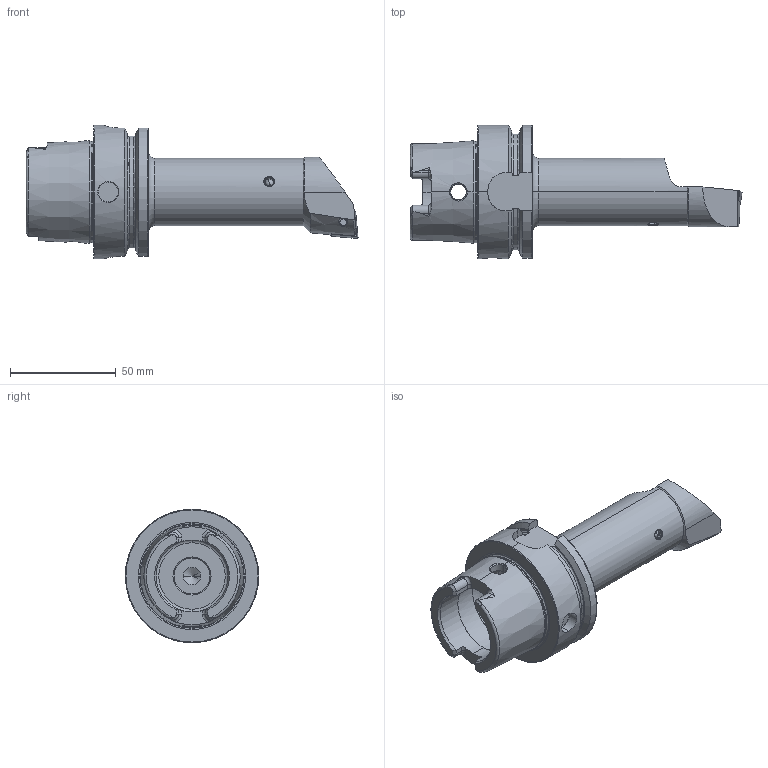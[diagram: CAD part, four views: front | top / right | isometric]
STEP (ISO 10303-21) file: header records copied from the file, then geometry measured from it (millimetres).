
FILE_DESCRIPTION (( 'STEP AP203' ), '1' );
FILE_NAME ('HA6-BCC.RLB.125.STEP', '2012-04-13T13:36:19', ( 'SwiAdmin' ), ( '' ), 'SwSTEP 2.0', 'SolidWorks 2012', '' );
FILE_SCHEMA (( 'CONFIG_CONTROL_DESIGN' ));
Length unit declared in the file: millimetre
Products named in the file (5): WCC-ER2.001.010_A; CCMT120404; HA6-BCC.RLB.125_B; HA6-BCC.RLB.125; KVT_MB_600_050
Assembly tree (4 placements, depth 2):
  HA6-BCC.RLB.125
    HA6-BCC.RLB.125_B
    CCMT120404
    WCC-ER2.001.010_A
    KVT_MB_600_050
Bounding box: 156.86 x 63 x 63 mm (x, y, z)
Volume: 143787.1 mm3; surface area: 34337.8 mm2
Topology: 5 solids, 5 shells, 303 faces, 781 edges, 474 vertices
Faces by surface type: cylinder 89, cone 81, plane 75, torus 39, bspline 17, sphere 2
Entity records: 11181 total; most frequent: CARTESIAN_POINT 3681, ORIENTED_EDGE 1520, DIRECTION 1411, EDGE_CURVE 760, AXIS2_PLACEMENT_3D 564, VERTEX_POINT 471, EDGE_LOOP 319, FACE_OUTER_BOUND 303
